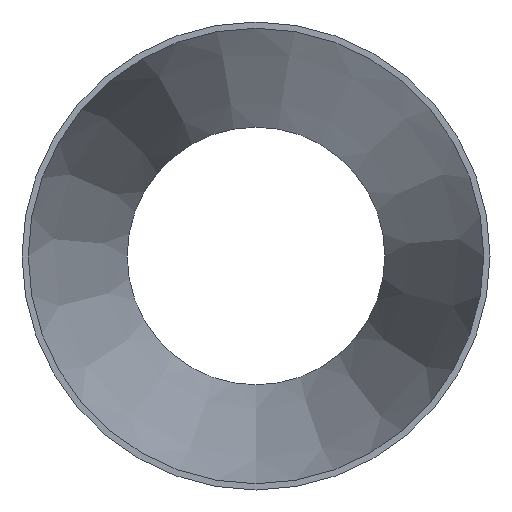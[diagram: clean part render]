
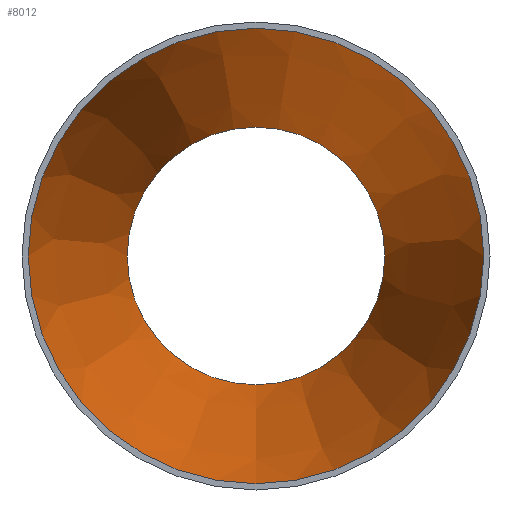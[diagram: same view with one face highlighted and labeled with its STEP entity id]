
A CAD part, front view. The second image highlights one B-rep face of the part: STEP entity #8012.
In plain terms, the highlighted conical face has half-angle 13.089 degrees and reference radius 74.947 mm.
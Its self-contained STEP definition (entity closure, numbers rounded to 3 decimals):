
#1001 = VERTEX_POINT ( 'NONE', #10496 ) ;
#1142 = ORIENTED_EDGE ( 'NONE', *, *, #8045, .T. ) ;
#2060 = AXIS2_PLACEMENT_3D ( 'NONE', #12831, #17596, #22789 ) ;
#2980 = AXIS2_PLACEMENT_3D ( 'NONE', #16376, #6660, #4286 ) ;
#4286 = DIRECTION ( 'NONE',  ( 0., 0., -1. ) ) ;
#6660 = DIRECTION ( 'NONE',  ( 0., -1., 0. ) ) ;
#7976 = EDGE_LOOP ( 'NONE', ( #1142 ) ) ;
#8012 = ADVANCED_FACE ( 'NONE', ( #21693, #16530 ), #29320, .F. ) ;
#8045 = EDGE_CURVE ( 'NONE', #1001, #1001, #15672, .T. ) ;
#10496 = CARTESIAN_POINT ( 'NONE',  ( 0., 0., -74.947 ) ) ;
#12831 = CARTESIAN_POINT ( 'NONE',  ( 0., 140., 0. ) ) ;
#15672 = CIRCLE ( 'NONE', #2980, 74.947 ) ;
#16221 = ORIENTED_EDGE ( 'NONE', *, *, #20416, .F. ) ;
#16376 = CARTESIAN_POINT ( 'NONE',  ( 0., 0., 0. ) ) ;
#16530 = FACE_OUTER_BOUND ( 'NONE', #7976, .T. ) ;
#17002 = DIRECTION ( 'NONE',  ( 0., -1., 0. ) ) ;
#17596 = DIRECTION ( 'NONE',  ( 0., -1., 0. ) ) ;
#19269 = CIRCLE ( 'NONE', #2060, 42.397 ) ;
#20416 = EDGE_CURVE ( 'NONE', #22705, #22705, #19269, .T. ) ;
#20692 = AXIS2_PLACEMENT_3D ( 'NONE', #26632, #17002, #30772 ) ;
#21693 = FACE_BOUND ( 'NONE', #21717, .T. ) ;
#21717 = EDGE_LOOP ( 'NONE', ( #16221 ) ) ;
#22235 = CARTESIAN_POINT ( 'NONE',  ( 0., 140., -42.397 ) ) ;
#22705 = VERTEX_POINT ( 'NONE', #22235 ) ;
#22789 = DIRECTION ( 'NONE',  ( 0., 0., -1. ) ) ;
#26632 = CARTESIAN_POINT ( 'NONE',  ( 0., 0., 0. ) ) ;
#29320 = CONICAL_SURFACE ( 'NONE', #20692, 74.947, 0.228 ) ;
#30772 = DIRECTION ( 'NONE',  ( 0., 0., -1. ) ) ;
